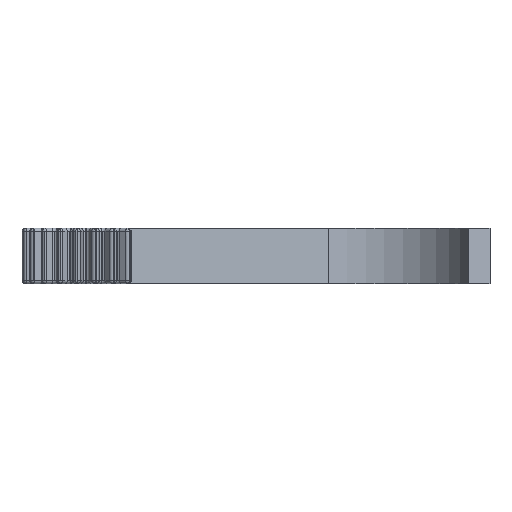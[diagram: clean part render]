
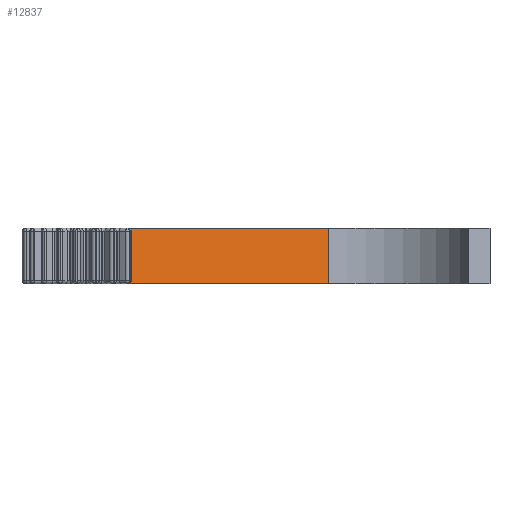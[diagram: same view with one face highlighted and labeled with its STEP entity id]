
A CAD part, top view. The second image highlights one B-rep face of the part: STEP entity #12837.
In plain terms, the highlighted planar face has unit normal (0.303, 0, 0.953).
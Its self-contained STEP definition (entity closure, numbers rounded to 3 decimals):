
#347 = VERTEX_POINT ( 'NONE', #12695 ) ;
#636 = VERTEX_POINT ( 'NONE', #739 ) ;
#739 = CARTESIAN_POINT ( 'NONE',  ( 82.93, 0., -8.79 ) ) ;
#1128 = CARTESIAN_POINT ( 'NONE',  ( 13.903, 19., 13.189 ) ) ;
#1216 = EDGE_CURVE ( 'NONE', #2245, #636, #2355, .T. ) ;
#2163 = DIRECTION ( 'NONE',  ( 0., 1., 0. ) ) ;
#2222 = CARTESIAN_POINT ( 'NONE',  ( 82.93, 0., -8.79 ) ) ;
#2245 = VERTEX_POINT ( 'NONE', #9562 ) ;
#2287 = CARTESIAN_POINT ( 'NONE',  ( 14.307, 0.414, 13.061 ) ) ;
#2355 = LINE ( 'NONE', #2501, #3259 ) ;
#2445 = EDGE_CURVE ( 'NONE', #3060, #2245, #2510, .T. ) ;
#2501 = CARTESIAN_POINT ( 'NONE',  ( 82.93, 0., -8.79 ) ) ;
#2510 =( BOUNDED_CURVE ( )  B_SPLINE_CURVE ( 3, ( #3701, #2287, #8038, #13773 ),
 .UNSPECIFIED., .F., .F. ) 
 B_SPLINE_CURVE_WITH_KNOTS ( ( 4, 4 ),
 ( 3.142, 4.712 ),
 .UNSPECIFIED. ) 
 CURVE ( )  GEOMETRIC_REPRESENTATION_ITEM ( )  RATIONAL_B_SPLINE_CURVE ( ( 1., 0.805, 0.805, 1. ) ) 
 REPRESENTATION_ITEM ( '' )  );
#3060 = VERTEX_POINT ( 'NONE', #4271 ) ;
#3106 = DIRECTION ( 'NONE',  ( 0., 1., 0. ) ) ;
#3259 = VECTOR ( 'NONE', #6911, 1000. ) ;
#3272 = PLANE ( 'NONE',  #5198 ) ;
#3635 = CARTESIAN_POINT ( 'NONE',  ( 82.93, 19., -8.79 ) ) ;
#3701 = CARTESIAN_POINT ( 'NONE',  ( 14.307, 1., 13.061 ) ) ;
#4271 = CARTESIAN_POINT ( 'NONE',  ( 14.307, 1., 13.061 ) ) ;
#5198 = AXIS2_PLACEMENT_3D ( 'NONE', #2222, #5654, #14823 ) ;
#5654 = DIRECTION ( 'NONE',  ( 0.303, 0., 0.953 ) ) ;
#5682 = CARTESIAN_POINT ( 'NONE',  ( 14.307, 18.586, 13.061 ) ) ;
#5828 = CARTESIAN_POINT ( 'NONE',  ( 14.307, 18., 13.061 ) ) ;
#5964 = EDGE_CURVE ( 'NONE', #636, #347, #7838, .T. ) ;
#6546 = CARTESIAN_POINT ( 'NONE',  ( 14.307, 19., 13.061 ) ) ;
#6911 = DIRECTION ( 'NONE',  ( 0.953, 0., -0.303 ) ) ;
#6950 = CARTESIAN_POINT ( 'NONE',  ( 13.331, 19., 13.371 ) ) ;
#7199 = ORIENTED_EDGE ( 'NONE', *, *, #10536, .T. ) ;
#7219 = DIRECTION ( 'NONE',  ( 0.953, 0., -0.303 ) ) ;
#7312 = ORIENTED_EDGE ( 'NONE', *, *, #1216, .T. ) ;
#7448 = VERTEX_POINT ( 'NONE', #14607 ) ;
#7666 = EDGE_CURVE ( 'NONE', #10006, #347, #8349, .T. ) ;
#7838 = LINE ( 'NONE', #12440, #8445 ) ;
#7858 = EDGE_CURVE ( 'NONE', #3060, #7448, #9778, .T. ) ;
#8038 = CARTESIAN_POINT ( 'NONE',  ( 13.903, 0., 13.189 ) ) ;
#8146 = VECTOR ( 'NONE', #3106, 1000. ) ;
#8349 = LINE ( 'NONE', #3635, #11923 ) ;
#8445 = VECTOR ( 'NONE', #2163, 1000. ) ;
#8638 = ORIENTED_EDGE ( 'NONE', *, *, #7666, .F. ) ;
#9044 =( BOUNDED_CURVE ( )  B_SPLINE_CURVE ( 3, ( #6950, #1128, #5682, #5828 ),
 .UNSPECIFIED., .F., .F. ) 
 B_SPLINE_CURVE_WITH_KNOTS ( ( 4, 4 ),
 ( 4.712, 6.283 ),
 .UNSPECIFIED. ) 
 CURVE ( )  GEOMETRIC_REPRESENTATION_ITEM ( )  RATIONAL_B_SPLINE_CURVE ( ( 1., 0.805, 0.805, 1. ) ) 
 REPRESENTATION_ITEM ( '' )  );
#9562 = CARTESIAN_POINT ( 'NONE',  ( 13.331, 0., 13.371 ) ) ;
#9778 = LINE ( 'NONE', #6546, #8146 ) ;
#10006 = VERTEX_POINT ( 'NONE', #12392 ) ;
#10536 = EDGE_CURVE ( 'NONE', #10006, #7448, #9044, .T. ) ;
#11361 = FACE_OUTER_BOUND ( 'NONE', #13378, .T. ) ;
#11587 = ORIENTED_EDGE ( 'NONE', *, *, #2445, .T. ) ;
#11923 = VECTOR ( 'NONE', #7219, 1000. ) ;
#12336 = ORIENTED_EDGE ( 'NONE', *, *, #7858, .F. ) ;
#12392 = CARTESIAN_POINT ( 'NONE',  ( 13.331, 19., 13.371 ) ) ;
#12440 = CARTESIAN_POINT ( 'NONE',  ( 82.93, 0., -8.79 ) ) ;
#12695 = CARTESIAN_POINT ( 'NONE',  ( 82.93, 19., -8.79 ) ) ;
#12837 = ADVANCED_FACE ( 'NONE', ( #11361 ), #3272, .T. ) ;
#13378 = EDGE_LOOP ( 'NONE', ( #12336, #11587, #7312, #13717, #8638, #7199 ) ) ;
#13717 = ORIENTED_EDGE ( 'NONE', *, *, #5964, .T. ) ;
#13773 = CARTESIAN_POINT ( 'NONE',  ( 13.331, 0., 13.371 ) ) ;
#14607 = CARTESIAN_POINT ( 'NONE',  ( 14.307, 18., 13.061 ) ) ;
#14823 = DIRECTION ( 'NONE',  ( 0.953, 0., -0.303 ) ) ;
